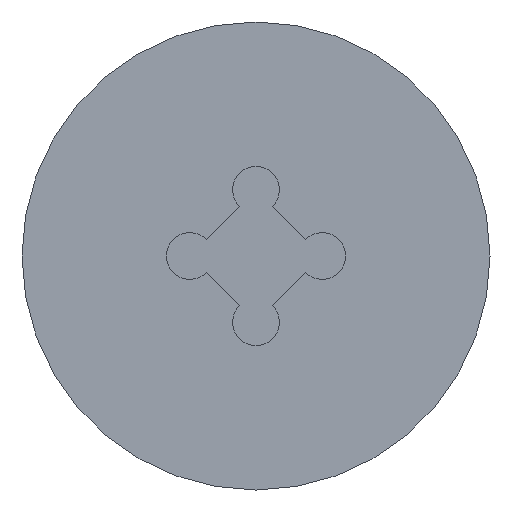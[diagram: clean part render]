
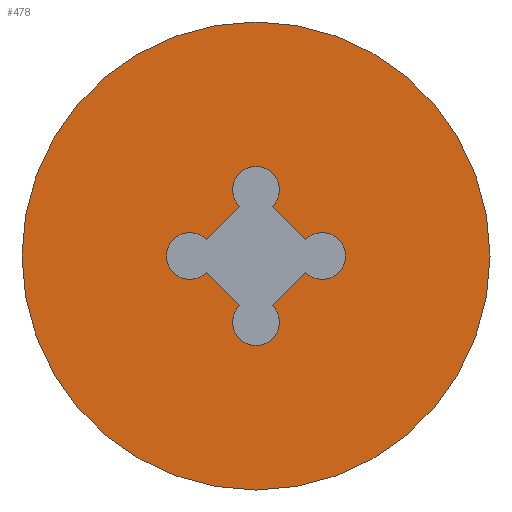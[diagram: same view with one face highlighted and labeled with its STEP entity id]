
A CAD part, front view. The second image highlights one B-rep face of the part: STEP entity #478.
In plain terms, the highlighted planar face has unit normal (0, -1, 0).
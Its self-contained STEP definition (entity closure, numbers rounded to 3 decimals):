
#105=CARTESIAN_POINT('',(0.,-2.,0.));
#106=DIRECTION('',(0.,-1.,0.));
#107=DIRECTION('',(1.,0.,0.));
#108=AXIS2_PLACEMENT_3D('',#105,#106,#107);
#110=CARTESIAN_POINT('',(0.,-2.,0.));
#111=DIRECTION('',(0.,-1.,0.));
#112=DIRECTION('',(-1.,0.,0.));
#113=AXIS2_PLACEMENT_3D('',#110,#111,#112);
#115=DIRECTION('',(0.707,0.,0.707));
#116=VECTOR('',#115,1.);
#117=CARTESIAN_POINT('',(0.354,-2.,-1.061));
#118=LINE('',#117,#116);
#119=DIRECTION('',(-0.707,0.,0.707));
#120=VECTOR('',#119,1.);
#121=CARTESIAN_POINT('',(1.061,-2.,0.354));
#122=LINE('',#121,#120);
#123=DIRECTION('',(-0.707,0.,-0.707));
#124=VECTOR('',#123,1.);
#125=CARTESIAN_POINT('',(-0.354,-2.,1.061));
#126=LINE('',#125,#124);
#127=DIRECTION('',(0.707,0.,-0.707));
#128=VECTOR('',#127,1.);
#129=CARTESIAN_POINT('',(-1.061,-2.,-0.354));
#130=LINE('',#129,#128);
#131=CARTESIAN_POINT('',(0.,-2.,-1.414));
#132=DIRECTION('',(0.,1.,0.));
#133=DIRECTION('',(0.707,0.,0.707));
#134=AXIS2_PLACEMENT_3D('',#131,#132,#133);
#149=CARTESIAN_POINT('',(-1.414,-2.,0.));
#150=DIRECTION('',(0.,1.,0.));
#151=DIRECTION('',(0.707,0.,-0.707));
#152=AXIS2_PLACEMENT_3D('',#149,#150,#151);
#172=CARTESIAN_POINT('',(0.,-2.,1.414));
#173=DIRECTION('',(0.,1.,0.));
#174=DIRECTION('',(-0.707,0.,-0.707));
#175=AXIS2_PLACEMENT_3D('',#172,#173,#174);
#201=CARTESIAN_POINT('',(1.414,-2.,0.));
#202=DIRECTION('',(0.,1.,0.));
#203=DIRECTION('',(-0.707,0.,0.707));
#204=AXIS2_PLACEMENT_3D('',#201,#202,#203);
#219=CARTESIAN_POINT('',(5.,-2.,0.));
#220=CARTESIAN_POINT('',(-5.,-2.,0.));
#221=VERTEX_POINT('',#219);
#222=VERTEX_POINT('',#220);
#227=CARTESIAN_POINT('',(0.354,-2.,-1.061));
#228=CARTESIAN_POINT('',(1.061,-2.,-0.354));
#229=VERTEX_POINT('',#227);
#230=VERTEX_POINT('',#228);
#231=CARTESIAN_POINT('',(1.061,-2.,0.354));
#232=CARTESIAN_POINT('',(0.354,-2.,1.061));
#233=VERTEX_POINT('',#231);
#234=VERTEX_POINT('',#232);
#235=CARTESIAN_POINT('',(-0.354,-2.,1.061));
#236=CARTESIAN_POINT('',(-1.061,-2.,0.354));
#237=VERTEX_POINT('',#235);
#238=VERTEX_POINT('',#236);
#239=CARTESIAN_POINT('',(-1.061,-2.,-0.354));
#240=CARTESIAN_POINT('',(-0.354,-2.,-1.061));
#241=VERTEX_POINT('',#239);
#242=VERTEX_POINT('',#240);
#451=CARTESIAN_POINT('',(0.,-2.,0.));
#452=DIRECTION('',(0.,-1.,0.));
#453=DIRECTION('',(1.,0.,0.));
#454=AXIS2_PLACEMENT_3D('',#451,#452,#453);
#455=PLANE('',#454);
#456=ORIENTED_EDGE('',*,*,#445,.F.);
#457=ORIENTED_EDGE('',*,*,#431,.F.);
#458=EDGE_LOOP('',(#456,#457));
#459=FACE_OUTER_BOUND('',#458,.F.);
#461=ORIENTED_EDGE('',*,*,#460,.F.);
#463=ORIENTED_EDGE('',*,*,#462,.T.);
#465=ORIENTED_EDGE('',*,*,#464,.F.);
#467=ORIENTED_EDGE('',*,*,#466,.T.);
#469=ORIENTED_EDGE('',*,*,#468,.F.);
#471=ORIENTED_EDGE('',*,*,#470,.T.);
#473=ORIENTED_EDGE('',*,*,#472,.F.);
#475=ORIENTED_EDGE('',*,*,#474,.T.);
#476=EDGE_LOOP('',(#461,#463,#465,#467,#469,#471,#473,#475));
#477=FACE_BOUND('',#476,.F.);
#478=ADVANCED_FACE('',(#459,#477),#455,.T.);
#109=CIRCLE('',#108,5.);
#114=CIRCLE('',#113,5.);
#135=CIRCLE('',#134,0.5);
#153=CIRCLE('',#152,0.5);
#176=CIRCLE('',#175,0.5);
#205=CIRCLE('',#204,0.5);
#431=EDGE_CURVE('',#222,#221,#114,.T.);
#445=EDGE_CURVE('',#221,#222,#109,.T.);
#460=EDGE_CURVE('',#229,#242,#135,.T.);
#462=EDGE_CURVE('',#229,#230,#118,.T.);
#464=EDGE_CURVE('',#233,#230,#205,.T.);
#466=EDGE_CURVE('',#233,#234,#122,.T.);
#468=EDGE_CURVE('',#237,#234,#176,.T.);
#470=EDGE_CURVE('',#237,#238,#126,.T.);
#472=EDGE_CURVE('',#241,#238,#153,.T.);
#474=EDGE_CURVE('',#241,#242,#130,.T.);
